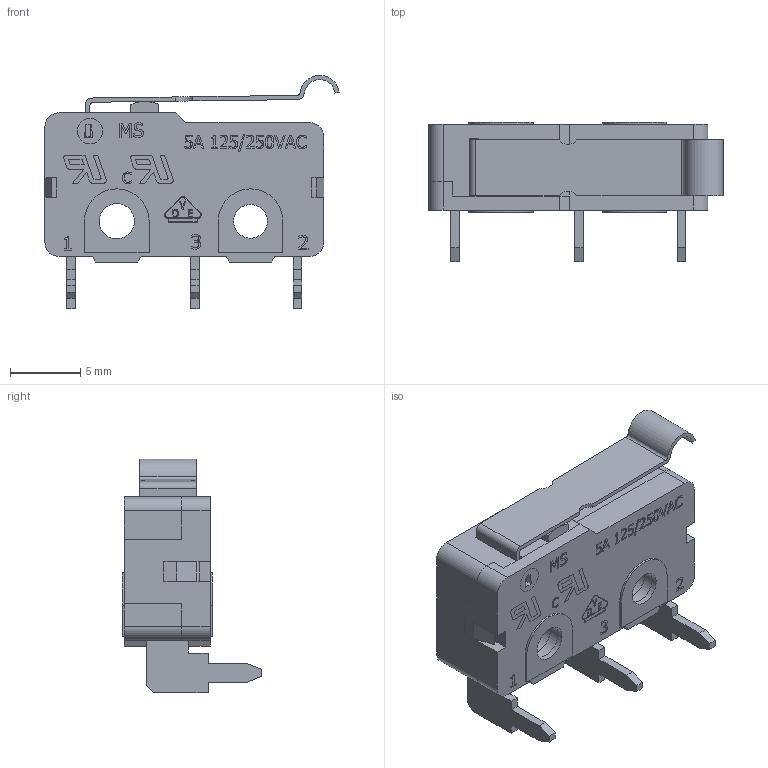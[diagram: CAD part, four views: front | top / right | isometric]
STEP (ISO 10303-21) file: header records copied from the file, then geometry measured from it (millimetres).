
FILE_DESCRIPTION(/* description */ (''),/* implementation_level */ '2;1');
FILE_NAME(/* name */ 'MS0850504FxxxV2A.stp',/* time_stamp */ '2025-05-27T11:17:45-05:00',/* author */ ('mroman'),/* organization */ (''),/* preprocessor_version */ 'ST-DEVELOPER v18.1',/* originating_system */ 'Autodesk Inventor 2022',/* authorisation */ '');
FILE_SCHEMA (('AUTOMOTIVE_DESIGN { 1 0 10303 214 3 1 1 }'));
Length unit declared in the file: centimetre
Products named in the file (1): MS0850504FxxxV2A
Bounding box: 20.89 x 9.9 x 16.56 mm (x, y, z)
Volume: 835.7 mm3; surface area: 1670.2 mm2
Topology: 1 solids, 3 shells, 836 faces, 2325 edges, 1533 vertices
Faces by surface type: plane 542, bspline 243, cylinder 51
Full cylindrical faces by diameter (mm): 1.8 x1, 2.4 x3, 2.5 x3
Entity records: 27688 total; most frequent: CARTESIAN_POINT 7788, ORIENTED_EDGE 4654, DIRECTION 3123, EDGE_CURVE 2327, LINE 1747, VECTOR 1747, VERTEX_POINT 1533, EDGE_LOOP 893
